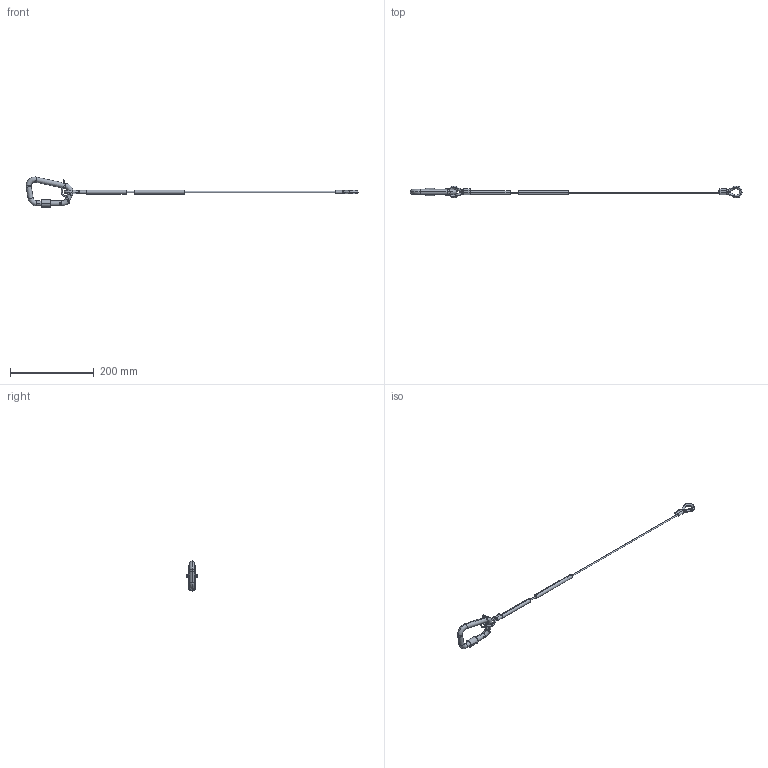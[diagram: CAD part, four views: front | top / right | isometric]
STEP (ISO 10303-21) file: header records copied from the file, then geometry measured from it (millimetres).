
FILE_DESCRIPTION (( 'STEP AP203' ), '1' );
FILE_NAME ('T2820501.STEP', '2023-01-05T16:23:32', ( '' ), ( '' ), 'SwSTEP 2.0', 'SolidWorks 2022', '' );
FILE_SCHEMA (( 'CONFIG_CONTROL_DESIGN' ));
Length unit declared in the file: millimetre
Products named in the file (7): T2870001; T401001 (T2820501); T2820501; S3250_HEATSHRINK - BLACK -  DIA 9.5; T3870001; S3164; S3256
Assembly tree (8 placements, depth 2):
  T2820501
    T401001 (T2820501)
    T3870001  x2
    S3164  x2
    S3250_HEATSHRINK - BLACK -  DIA 9.5
    S3256
    T2870001
Bounding box: 790.77 x 28 x 71.51 mm (x, y, z)
Volume: 49907.1 mm3; surface area: 40106.4 mm2
Topology: 8 solids, 8 shells, 188 faces, 426 edges, 254 vertices
Faces by surface type: cylinder 74, torus 60, plane 54
Entity records: 5139 total; most frequent: CARTESIAN_POINT 945, DIRECTION 834, ORIENTED_EDGE 656, AXIS2_PLACEMENT_3D 371, EDGE_CURVE 328, CIRCLE 212, VERTEX_POINT 192, EDGE_LOOP 158
